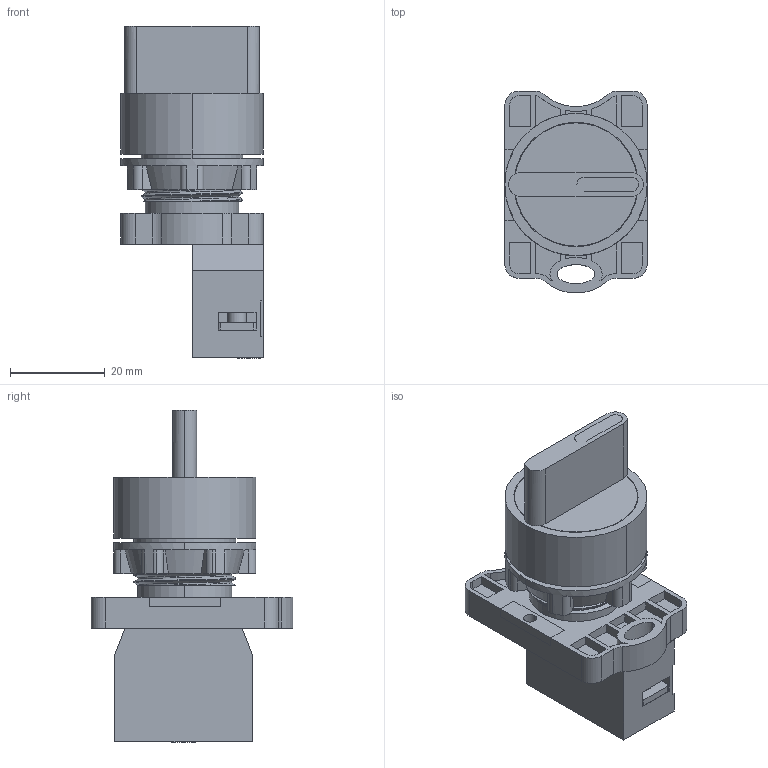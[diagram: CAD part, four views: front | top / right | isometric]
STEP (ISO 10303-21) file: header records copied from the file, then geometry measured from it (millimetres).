
FILE_DESCRIPTION (( 'STEP AP214' ), '1' );
FILE_NAME ('旋钮（经济）-单下座.STEP', '2023-03-13T17:14:59', ( 'China' ), ( 'Home' ), 'SwSTEP 2.0', 'SolidWorks 2017', '' );
FILE_SCHEMA (( 'AUTOMOTIVE_DESIGN' ));
Length unit declared in the file: millimetre
Products named in the file (1): 唅聽ㄗ冪撳ㄘ-等狟釱
Bounding box: 30 x 42.57 x 70 mm (x, y, z)
Volume: 33232.8 mm3; surface area: 15644.5 mm2
Topology: 7 solids, 7 shells, 322 faces, 835 edges, 554 vertices
Faces by surface type: plane 200, cylinder 106, bspline 9, cone 7
Entity records: 12390 total; most frequent: CARTESIAN_POINT 3396, ORIENTED_EDGE 1670, DIRECTION 1631, EDGE_CURVE 835, VERTEX_POINT 554, AXIS2_PLACEMENT_3D 544, VECTOR 543, LINE 543
